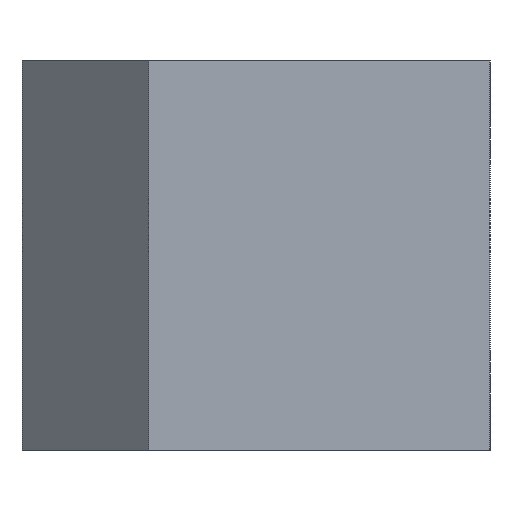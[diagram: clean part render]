
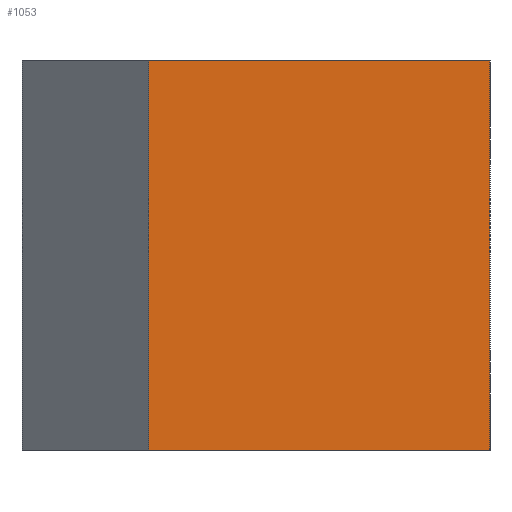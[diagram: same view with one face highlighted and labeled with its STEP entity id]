
A CAD part, left-side view. The second image highlights one B-rep face of the part: STEP entity #1053.
In plain terms, the highlighted planar face has unit normal (-1, 0, 0).
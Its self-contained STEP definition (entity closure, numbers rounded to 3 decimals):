
#2 = CARTESIAN_POINT ( 'NONE',  ( -33., 11., 40. ) ) ;
#31 = VECTOR ( 'NONE', #947, 1000. ) ;
#75 = ORIENTED_EDGE ( 'NONE', *, *, #1511, .T. ) ;
#210 = CARTESIAN_POINT ( 'NONE',  ( -33., -24., 40. ) ) ;
#221 = FACE_OUTER_BOUND ( 'NONE', #1167, .T. ) ;
#252 = DIRECTION ( 'NONE',  ( 1., 0., 0. ) ) ;
#309 = LINE ( 'NONE', #1142, #907 ) ;
#383 = CARTESIAN_POINT ( 'NONE',  ( -33., -24., 40. ) ) ;
#437 = DIRECTION ( 'NONE',  ( 0., -1., 0. ) ) ;
#478 = LINE ( 'NONE', #493, #1500 ) ;
#486 = DIRECTION ( 'NONE',  ( 0., -1., 0. ) ) ;
#493 = CARTESIAN_POINT ( 'NONE',  ( -33., -24., 0. ) ) ;
#615 = VERTEX_POINT ( 'NONE', #1595 ) ;
#644 = LINE ( 'NONE', #872, #966 ) ;
#688 = LINE ( 'NONE', #383, #31 ) ;
#766 = DIRECTION ( 'NONE',  ( 0., 0., -1. ) ) ;
#773 = VERTEX_POINT ( 'NONE', #2 ) ;
#775 = CARTESIAN_POINT ( 'NONE',  ( -33., 11., 0. ) ) ;
#872 = CARTESIAN_POINT ( 'NONE',  ( -33., 11., 40. ) ) ;
#907 = VECTOR ( 'NONE', #437, 1000. ) ;
#947 = DIRECTION ( 'NONE',  ( 0., 0., -1. ) ) ;
#966 = VECTOR ( 'NONE', #766, 1000. ) ;
#999 = EDGE_CURVE ( 'NONE', #1501, #1443, #478, .T. ) ;
#1053 = ADVANCED_FACE ( 'NONE', ( #221 ), #1299, .F. ) ;
#1142 = CARTESIAN_POINT ( 'NONE',  ( -33., -24., 40. ) ) ;
#1167 = EDGE_LOOP ( 'NONE', ( #1182, #75, #1628, #1548 ) ) ;
#1182 = ORIENTED_EDGE ( 'NONE', *, *, #1541, .F. ) ;
#1231 = CARTESIAN_POINT ( 'NONE',  ( -33., -24., 0. ) ) ;
#1265 = DIRECTION ( 'NONE',  ( 0., 0., -1. ) ) ;
#1291 = AXIS2_PLACEMENT_3D ( 'NONE', #210, #252, #1265 ) ;
#1299 = PLANE ( 'NONE',  #1291 ) ;
#1392 = EDGE_CURVE ( 'NONE', #615, #1443, #688, .T. ) ;
#1443 = VERTEX_POINT ( 'NONE', #1231 ) ;
#1500 = VECTOR ( 'NONE', #486, 1000. ) ;
#1501 = VERTEX_POINT ( 'NONE', #775 ) ;
#1511 = EDGE_CURVE ( 'NONE', #773, #1501, #644, .T. ) ;
#1541 = EDGE_CURVE ( 'NONE', #773, #615, #309, .T. ) ;
#1548 = ORIENTED_EDGE ( 'NONE', *, *, #1392, .F. ) ;
#1595 = CARTESIAN_POINT ( 'NONE',  ( -33., -24., 40. ) ) ;
#1628 = ORIENTED_EDGE ( 'NONE', *, *, #999, .T. ) ;
